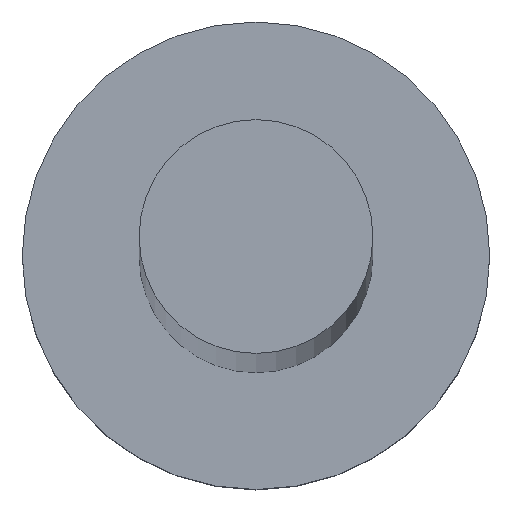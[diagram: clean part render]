
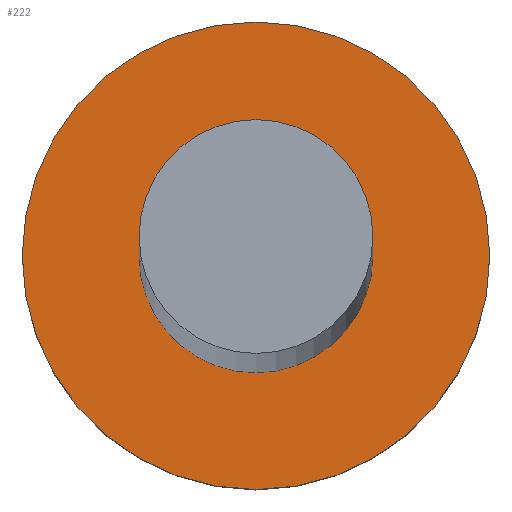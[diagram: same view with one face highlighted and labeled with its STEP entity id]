
A CAD part, top view. The second image highlights one B-rep face of the part: STEP entity #222.
In plain terms, the highlighted planar face has unit normal (0, 0, 1).
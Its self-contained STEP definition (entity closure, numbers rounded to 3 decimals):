
#2 = CARTESIAN_POINT ( 'NONE',  ( 0., 0., 2. ) ) ;
#9 = DIRECTION ( 'NONE',  ( 1., 0., 0. ) ) ;
#19 = CARTESIAN_POINT ( 'NONE',  ( 1., 0., 2. ) ) ;
#22 = DIRECTION ( 'NONE',  ( 1., 0., 0. ) ) ;
#33 = ORIENTED_EDGE ( 'NONE', *, *, #93, .T. ) ;
#40 = VERTEX_POINT ( 'NONE', #19 ) ;
#42 = DIRECTION ( 'NONE',  ( 0., 0., 1. ) ) ;
#43 = CIRCLE ( 'NONE', #77, 2. ) ;
#52 = EDGE_CURVE ( 'NONE', #40, #54, #165, .T. ) ;
#54 = VERTEX_POINT ( 'NONE', #80 ) ;
#55 = AXIS2_PLACEMENT_3D ( 'NONE', #2, #104, #226 ) ;
#63 = EDGE_LOOP ( 'NONE', ( #147, #33 ) ) ;
#70 = DIRECTION ( 'NONE',  ( 0., 0., 1. ) ) ;
#73 = VERTEX_POINT ( 'NONE', #244 ) ;
#77 = AXIS2_PLACEMENT_3D ( 'NONE', #151, #100, #148 ) ;
#80 = CARTESIAN_POINT ( 'NONE',  ( -1., 0., 2. ) ) ;
#93 = EDGE_CURVE ( 'NONE', #236, #73, #43, .T. ) ;
#96 = EDGE_CURVE ( 'NONE', #73, #236, #170, .T. ) ;
#97 = EDGE_CURVE ( 'NONE', #54, #40, #220, .T. ) ;
#100 = DIRECTION ( 'NONE',  ( 0., 0., 1. ) ) ;
#101 = ORIENTED_EDGE ( 'NONE', *, *, #52, .F. ) ;
#104 = DIRECTION ( 'NONE',  ( 0., 0., 1. ) ) ;
#107 = CARTESIAN_POINT ( 'NONE',  ( 2., 0., 2. ) ) ;
#112 = CARTESIAN_POINT ( 'NONE',  ( 0., 0., 2. ) ) ;
#136 = EDGE_LOOP ( 'NONE', ( #218, #101 ) ) ;
#147 = ORIENTED_EDGE ( 'NONE', *, *, #96, .T. ) ;
#148 = DIRECTION ( 'NONE',  ( 1., 0., 0. ) ) ;
#151 = CARTESIAN_POINT ( 'NONE',  ( 0., 0., 2. ) ) ;
#165 = CIRCLE ( 'NONE', #207, 1. ) ;
#170 = CIRCLE ( 'NONE', #55, 2. ) ;
#171 = PLANE ( 'NONE',  #184 ) ;
#184 = AXIS2_PLACEMENT_3D ( 'NONE', #112, #70, #9 ) ;
#195 = AXIS2_PLACEMENT_3D ( 'NONE', #223, #42, #240 ) ;
#206 = DIRECTION ( 'NONE',  ( 0., 0., 1. ) ) ;
#207 = AXIS2_PLACEMENT_3D ( 'NONE', #245, #206, #22 ) ;
#211 = FACE_BOUND ( 'NONE', #136, .T. ) ;
#218 = ORIENTED_EDGE ( 'NONE', *, *, #97, .F. ) ;
#220 = CIRCLE ( 'NONE', #195, 1. ) ;
#222 = ADVANCED_FACE ( 'NONE', ( #211, #229 ), #171, .T. ) ;
#223 = CARTESIAN_POINT ( 'NONE',  ( 0., 0., 2. ) ) ;
#226 = DIRECTION ( 'NONE',  ( 1., 0., 0. ) ) ;
#229 = FACE_OUTER_BOUND ( 'NONE', #63, .T. ) ;
#236 = VERTEX_POINT ( 'NONE', #107 ) ;
#240 = DIRECTION ( 'NONE',  ( 1., 0., 0. ) ) ;
#244 = CARTESIAN_POINT ( 'NONE',  ( -2., 0., 2. ) ) ;
#245 = CARTESIAN_POINT ( 'NONE',  ( 0., 0., 2. ) ) ;
